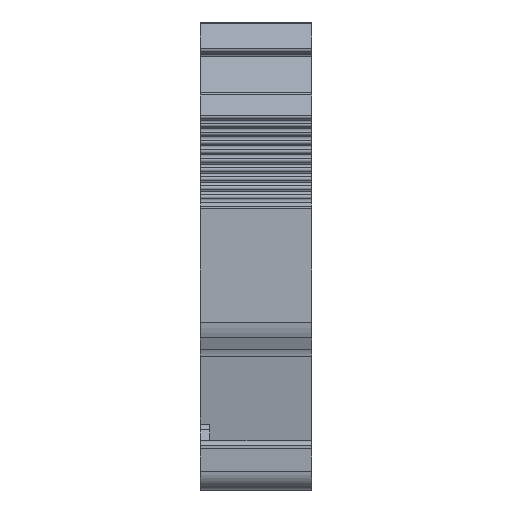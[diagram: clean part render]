
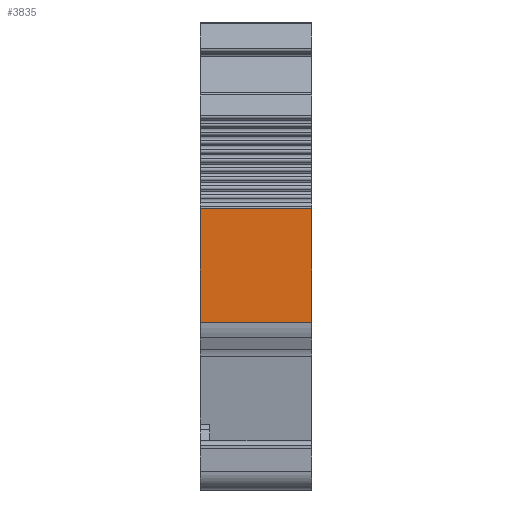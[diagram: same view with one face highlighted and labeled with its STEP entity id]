
A CAD part, left-side view. The second image highlights one B-rep face of the part: STEP entity #3835.
In plain terms, the highlighted planar face has unit normal (-1, 0, 0).
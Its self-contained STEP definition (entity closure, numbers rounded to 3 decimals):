
#437=ORIENTED_EDGE('',*,*,#1611,.F.);
#438=ORIENTED_EDGE('',*,*,#1612,.T.);
#439=ORIENTED_EDGE('',*,*,#1609,.T.);
#440=ORIENTED_EDGE('',*,*,#1613,.F.);
#1609=EDGE_CURVE('',#2193,#2192,#2591,.T.);
#1611=EDGE_CURVE('',#2194,#2195,#2592,.T.);
#1612=EDGE_CURVE('',#2194,#2193,#2593,.T.);
#1613=EDGE_CURVE('',#2195,#2192,#2594,.T.);
#2192=VERTEX_POINT('',#5822);
#2193=VERTEX_POINT('',#5824);
#2194=VERTEX_POINT('',#5828);
#2195=VERTEX_POINT('',#5829);
#2591=LINE('',#5823,#2958);
#2592=LINE('',#5827,#2959);
#2593=LINE('',#5830,#2960);
#2594=LINE('',#5831,#2961);
#2958=VECTOR('',#4576,1000.);
#2959=VECTOR('',#4581,1000.);
#2960=VECTOR('',#4582,1000.);
#2961=VECTOR('',#4583,1000.);
#3310=EDGE_LOOP('',(#437,#438,#439,#440));
#3526=FACE_BOUND('',#3310,.T.);
#3734=PLANE('',#4073);
#3835=ADVANCED_FACE('',(#3526),#3734,.F.);
#4073=AXIS2_PLACEMENT_3D('',#5826,#4579,#4580);
#4576=DIRECTION('',(0.,-1.,0.));
#4579=DIRECTION('',(1.,0.,0.));
#4580=DIRECTION('',(0.,0.,-1.));
#4581=DIRECTION('',(0.,-1.,0.));
#4582=DIRECTION('',(0.,0.,-1.));
#4583=DIRECTION('',(0.,0.,-1.));
#5822=CARTESIAN_POINT('',(-40.5,-5.6,1.194));
#5823=CARTESIAN_POINT('',(-40.5,90.605,1.194));
#5824=CARTESIAN_POINT('',(-40.5,6.4,1.194));
#5826=CARTESIAN_POINT('',(-40.5,-5.6,33.6));
#5827=CARTESIAN_POINT('',(-40.5,27.626,13.461));
#5828=CARTESIAN_POINT('',(-40.5,6.4,13.461));
#5829=CARTESIAN_POINT('',(-40.5,-5.6,13.461));
#5830=CARTESIAN_POINT('',(-40.5,6.4,33.6));
#5831=CARTESIAN_POINT('',(-40.5,-5.6,33.6));
